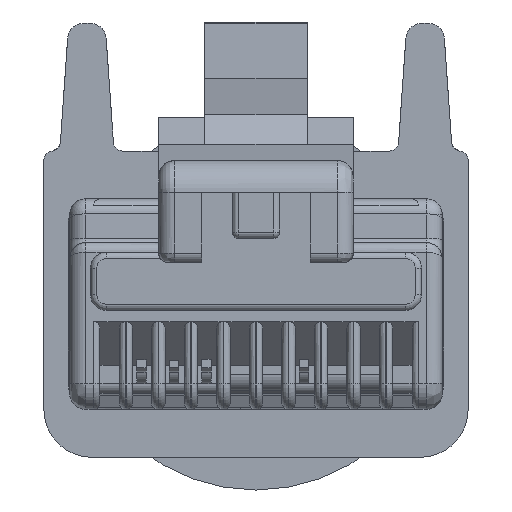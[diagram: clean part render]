
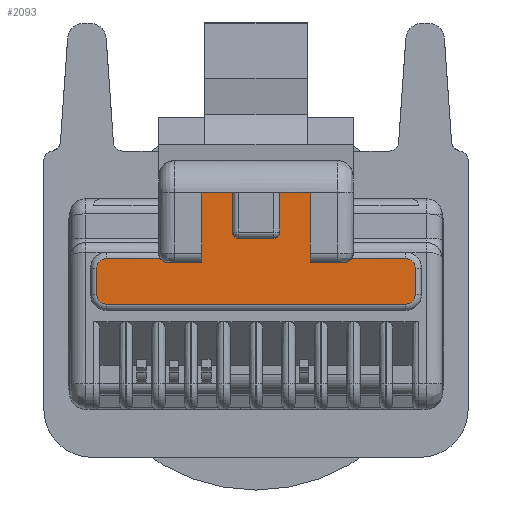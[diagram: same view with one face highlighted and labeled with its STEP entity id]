
A CAD part, front view. The second image highlights one B-rep face of the part: STEP entity #2093.
In plain terms, the highlighted planar face has unit normal (0, -1, 0).
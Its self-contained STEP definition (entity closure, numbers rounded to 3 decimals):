
#849=CIRCLE('',#22492,0.2);
#850=CIRCLE('',#22495,0.2);
#854=CIRCLE('',#22504,0.3);
#858=CIRCLE('',#22510,0.3);
#875=CIRCLE('',#22606,0.3);
#885=CIRCLE('',#22628,0.3);
#886=CIRCLE('',#22629,0.3);
#887=CIRCLE('',#22630,0.3);
#2093=ADVANCED_FACE('',(#3928),#3228,.F.);
#3228=PLANE('',#22631);
#3928=FACE_OUTER_BOUND('',#5150,.T.);
#5150=EDGE_LOOP('',(#7266,#7267,#7268,#7269,#7270,#7271,#7272,#7273,#7274,
#7275,#7276,#7277,#7278,#7279,#7280,#7281,#7282,#7283,#7284,#7285,#7286,
#7287));
#7266=ORIENTED_EDGE('',*,*,#15213,.T.);
#7267=ORIENTED_EDGE('',*,*,#15212,.F.);
#7268=ORIENTED_EDGE('',*,*,#15206,.T.);
#7269=ORIENTED_EDGE('',*,*,#15365,.T.);
#7270=ORIENTED_EDGE('',*,*,#15367,.F.);
#7271=ORIENTED_EDGE('',*,*,#15368,.F.);
#7272=ORIENTED_EDGE('',*,*,#15369,.F.);
#7273=ORIENTED_EDGE('',*,*,#15215,.F.);
#7274=ORIENTED_EDGE('',*,*,#15204,.F.);
#7275=ORIENTED_EDGE('',*,*,#15201,.F.);
#7276=ORIENTED_EDGE('',*,*,#15198,.F.);
#7277=ORIENTED_EDGE('',*,*,#15195,.F.);
#7278=ORIENTED_EDGE('',*,*,#15329,.F.);
#7279=ORIENTED_EDGE('',*,*,#15370,.F.);
#7280=ORIENTED_EDGE('',*,*,#15371,.F.);
#7281=ORIENTED_EDGE('',*,*,#15330,.T.);
#7282=ORIENTED_EDGE('',*,*,#15190,.T.);
#7283=ORIENTED_EDGE('',*,*,#15187,.F.);
#7284=ORIENTED_EDGE('',*,*,#15186,.T.);
#7285=ORIENTED_EDGE('',*,*,#15183,.F.);
#7286=ORIENTED_EDGE('',*,*,#15182,.T.);
#7287=ORIENTED_EDGE('',*,*,#15179,.F.);
#13018=VERTEX_POINT('',#31683);
#13019=VERTEX_POINT('',#31685);
#13020=VERTEX_POINT('',#31689);
#13021=VERTEX_POINT('',#31693);
#13022=VERTEX_POINT('',#31697);
#13023=VERTEX_POINT('',#31701);
#13025=VERTEX_POINT('',#31707);
#13028=VERTEX_POINT('',#31715);
#13029=VERTEX_POINT('',#31717);
#13031=VERTEX_POINT('',#31723);
#13033=VERTEX_POINT('',#31729);
#13035=VERTEX_POINT('',#31735);
#13036=VERTEX_POINT('',#31739);
#13037=VERTEX_POINT('',#31740);
#13039=VERTEX_POINT('',#31747);
#13041=VERTEX_POINT('',#31756);
#13087=VERTEX_POINT('',#32104);
#13088=VERTEX_POINT('',#32108);
#13112=VERTEX_POINT('',#32215);
#13113=VERTEX_POINT('',#32219);
#13114=VERTEX_POINT('',#32221);
#13115=VERTEX_POINT('',#32224);
#15179=EDGE_CURVE('',#13018,#13019,#849,.T.);
#15182=EDGE_CURVE('',#13020,#13019,#18301,.T.);
#15183=EDGE_CURVE('',#13020,#13021,#850,.T.);
#15186=EDGE_CURVE('',#13022,#13021,#18304,.T.);
#15187=EDGE_CURVE('',#13022,#13023,#18305,.T.);
#15190=EDGE_CURVE('',#13025,#13023,#18308,.T.);
#15195=EDGE_CURVE('',#13028,#13029,#18312,.T.);
#15198=EDGE_CURVE('',#13029,#13031,#854,.T.);
#15201=EDGE_CURVE('',#13031,#13033,#18314,.T.);
#15204=EDGE_CURVE('',#13033,#13035,#858,.T.);
#15206=EDGE_CURVE('',#13036,#13037,#18315,.T.);
#15212=EDGE_CURVE('',#13036,#13039,#18321,.T.);
#15213=EDGE_CURVE('',#13018,#13039,#18322,.T.);
#15215=EDGE_CURVE('',#13035,#13041,#18324,.T.);
#15329=EDGE_CURVE('',#13087,#13028,#875,.T.);
#15330=EDGE_CURVE('',#13088,#13025,#18408,.T.);
#15365=EDGE_CURVE('',#13037,#13112,#18432,.T.);
#15367=EDGE_CURVE('',#13113,#13112,#885,.T.);
#15368=EDGE_CURVE('',#13114,#13113,#18434,.T.);
#15369=EDGE_CURVE('',#13041,#13114,#886,.T.);
#15370=EDGE_CURVE('',#13115,#13087,#18435,.T.);
#15371=EDGE_CURVE('',#13088,#13115,#887,.T.);
#18301=LINE('',#31690,#20409);
#18304=LINE('',#31698,#20412);
#18305=LINE('',#31700,#20413);
#18308=LINE('',#31706,#20416);
#18312=LINE('',#31716,#20420);
#18314=LINE('',#31728,#20422);
#18315=LINE('',#31738,#20423);
#18321=LINE('',#31749,#20429);
#18322=LINE('',#31751,#20430);
#18324=LINE('',#31755,#20432);
#18408=LINE('',#32107,#20516);
#18432=LINE('',#32214,#20540);
#18434=LINE('',#32220,#20542);
#18435=LINE('',#32223,#20543);
#20409=VECTOR('',#25183,1.);
#20412=VECTOR('',#25192,1.);
#20413=VECTOR('',#25195,1.);
#20416=VECTOR('',#25200,1.);
#20420=VECTOR('',#25208,1.);
#20422=VECTOR('',#25222,1.);
#20423=VECTOR('',#25235,1.);
#20429=VECTOR('',#25243,1.);
#20430=VECTOR('',#25246,1.);
#20432=VECTOR('',#25250,1.);
#20516=VECTOR('',#25518,1.);
#20540=VECTOR('',#25580,1.);
#20542=VECTOR('',#25586,1.);
#20543=VECTOR('',#25589,1.);
#22492=AXIS2_PLACEMENT_3D('',#31684,#25177,#25178);
#22495=AXIS2_PLACEMENT_3D('',#31692,#25186,#25187);
#22504=AXIS2_PLACEMENT_3D('',#31722,#25215,#25216);
#22510=AXIS2_PLACEMENT_3D('',#31734,#25229,#25230);
#22606=AXIS2_PLACEMENT_3D('',#32105,#25514,#25515);
#22628=AXIS2_PLACEMENT_3D('',#32218,#25584,#25585);
#22629=AXIS2_PLACEMENT_3D('',#32222,#25587,#25588);
#22630=AXIS2_PLACEMENT_3D('',#32225,#25590,#25591);
#22631=AXIS2_PLACEMENT_3D('',#32226,#25592,#25593);
#25177=DIRECTION('',(0.,-1.,0.));
#25178=DIRECTION('',(-1.,0.,0.));
#25183=DIRECTION('',(-1.,0.,0.));
#25186=DIRECTION('',(0.,-1.,0.));
#25187=DIRECTION('',(0.,0.,-1.));
#25192=DIRECTION('',(0.,0.,-1.));
#25195=DIRECTION('',(1.,0.,0.));
#25200=DIRECTION('',(0.,0.,1.));
#25208=DIRECTION('',(0.,0.,-1.));
#25215=DIRECTION('',(0.,1.,0.));
#25216=DIRECTION('',(1.,0.,0.));
#25222=DIRECTION('',(-1.,0.,0.));
#25229=DIRECTION('',(0.,1.,0.));
#25230=DIRECTION('',(0.,0.,-1.));
#25235=DIRECTION('',(0.,0.,-1.));
#25243=DIRECTION('',(1.,0.,0.));
#25246=DIRECTION('',(0.,0.,1.));
#25250=DIRECTION('',(0.,0.,1.));
#25514=DIRECTION('',(0.,1.,0.));
#25515=DIRECTION('',(0.,0.,1.));
#25518=DIRECTION('',(-1.,0.,0.));
#25580=DIRECTION('',(-1.,0.,0.));
#25584=DIRECTION('',(0.,-1.,0.));
#25585=DIRECTION('',(-0.824,0.,-0.567));
#25586=DIRECTION('',(1.,0.,0.));
#25587=DIRECTION('',(0.,1.,0.));
#25588=DIRECTION('',(-1.,0.,0.));
#25589=DIRECTION('',(1.,0.,0.));
#25590=DIRECTION('',(0.,-1.,0.));
#25591=DIRECTION('',(0.,0.,-1.));
#25592=DIRECTION('',(0.,1.,0.));
#25593=DIRECTION('',(1.,0.,0.));
#31683=CARTESIAN_POINT('',(49.25,-93.8,10.26));
#31684=CARTESIAN_POINT('',(49.45,-93.8,10.26));
#31685=CARTESIAN_POINT('',(49.45,-93.8,10.06));
#31689=CARTESIAN_POINT('',(50.55,-93.8,10.06));
#31690=CARTESIAN_POINT('',(50.55,-93.8,10.06));
#31692=CARTESIAN_POINT('',(50.55,-93.8,10.26));
#31693=CARTESIAN_POINT('',(50.75,-93.8,10.26));
#31697=CARTESIAN_POINT('',(50.75,-93.8,11.5));
#31698=CARTESIAN_POINT('',(50.75,-93.8,11.5));
#31700=CARTESIAN_POINT('',(50.75,-93.8,11.5));
#31701=CARTESIAN_POINT('',(51.7,-93.8,11.5));
#31706=CARTESIAN_POINT('',(51.7,-93.8,9.3));
#31707=CARTESIAN_POINT('',(51.7,-93.8,9.3));
#31715=CARTESIAN_POINT('',(54.99,-93.8,9.13));
#31716=CARTESIAN_POINT('',(54.99,-93.8,9.13));
#31717=CARTESIAN_POINT('',(54.99,-93.8,8.3));
#31722=CARTESIAN_POINT('',(54.69,-93.8,8.3));
#31723=CARTESIAN_POINT('',(54.69,-93.8,8.));
#31728=CARTESIAN_POINT('',(54.69,-93.8,8.));
#31729=CARTESIAN_POINT('',(45.31,-93.8,8.));
#31734=CARTESIAN_POINT('',(45.31,-93.8,8.3));
#31735=CARTESIAN_POINT('',(45.01,-93.8,8.3));
#31738=CARTESIAN_POINT('',(48.3,-93.8,11.5));
#31739=CARTESIAN_POINT('',(48.3,-93.8,11.5));
#31740=CARTESIAN_POINT('',(48.3,-93.8,9.3));
#31747=CARTESIAN_POINT('',(49.25,-93.8,11.5));
#31749=CARTESIAN_POINT('',(48.3,-93.8,11.5));
#31751=CARTESIAN_POINT('',(49.25,-93.8,10.26));
#31755=CARTESIAN_POINT('',(45.01,-93.8,8.3));
#31756=CARTESIAN_POINT('',(45.01,-93.8,9.13));
#32104=CARTESIAN_POINT('',(54.69,-93.8,9.43));
#32105=CARTESIAN_POINT('',(54.69,-93.8,9.13));
#32107=CARTESIAN_POINT('',(52.75,-93.8,9.3));
#32108=CARTESIAN_POINT('',(52.75,-93.8,9.3));
#32214=CARTESIAN_POINT('',(48.3,-93.8,9.3));
#32215=CARTESIAN_POINT('',(47.25,-93.8,9.3));
#32218=CARTESIAN_POINT('',(47.25,-93.8,9.6));
#32219=CARTESIAN_POINT('',(47.003,-93.8,9.43));
#32220=CARTESIAN_POINT('',(45.31,-93.8,9.43));
#32221=CARTESIAN_POINT('',(45.31,-93.8,9.43));
#32222=CARTESIAN_POINT('',(45.31,-93.8,9.13));
#32223=CARTESIAN_POINT('',(52.997,-93.8,9.43));
#32224=CARTESIAN_POINT('',(52.997,-93.8,9.43));
#32225=CARTESIAN_POINT('',(52.75,-93.8,9.6));
#32226=CARTESIAN_POINT('',(50.,-93.8,9.75));
